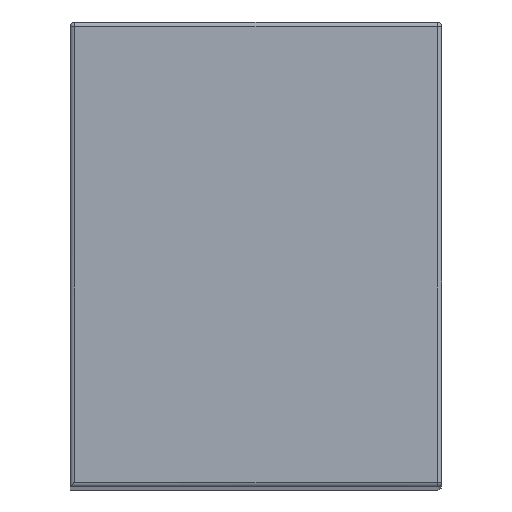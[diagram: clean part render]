
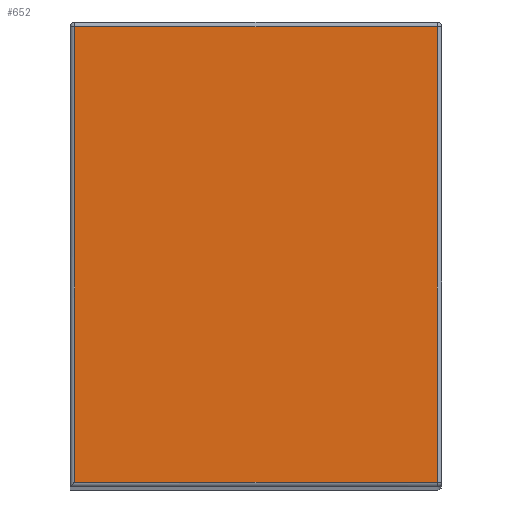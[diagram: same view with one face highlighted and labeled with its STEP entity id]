
A CAD part, top view. The second image highlights one B-rep face of the part: STEP entity #652.
In plain terms, the highlighted planar face has unit normal (0, 0, 1).
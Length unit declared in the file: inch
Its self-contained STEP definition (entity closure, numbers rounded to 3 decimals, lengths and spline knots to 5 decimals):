
#12 = PLANE ( 'NONE',  #1041 ) ;
#259 = DIRECTION ( 'NONE',  ( 0., 1., 0. ) ) ;
#361 = CARTESIAN_POINT ( 'NONE',  ( 1.53543, -1.92913, 0. ) ) ;
#422 = CARTESIAN_POINT ( 'NONE',  ( 1.5748, -1.92913, 0. ) ) ;
#443 = LINE ( 'NONE', #422, #1386 ) ;
#494 = ORIENTED_EDGE ( 'NONE', *, *, #1213, .T. ) ;
#509 = EDGE_CURVE ( 'NONE', #938, #751, #684, .T. ) ;
#513 = CARTESIAN_POINT ( 'NONE',  ( 1.53543, 1.92913, 0. ) ) ;
#515 = CARTESIAN_POINT ( 'NONE',  ( -1.5748, 1.92913, 0. ) ) ;
#652 = ADVANCED_FACE ( 'NONE', ( #1565 ), #12, .F. ) ;
#678 = EDGE_LOOP ( 'NONE', ( #745, #494, #1387, #1445 ) ) ;
#684 = LINE ( 'NONE', #515, #975 ) ;
#745 = ORIENTED_EDGE ( 'NONE', *, *, #1009, .T. ) ;
#748 = CARTESIAN_POINT ( 'NONE',  ( 1.53543, 1.9685, 0. ) ) ;
#751 = VERTEX_POINT ( 'NONE', #854 ) ;
#767 = DIRECTION ( 'NONE',  ( -1., 0., 0. ) ) ;
#770 = DIRECTION ( 'NONE',  ( 0., -1., 0. ) ) ;
#854 = CARTESIAN_POINT ( 'NONE',  ( -1.53543, 1.92913, 0. ) ) ;
#894 = EDGE_CURVE ( 'NONE', #957, #938, #1024, .T. ) ;
#938 = VERTEX_POINT ( 'NONE', #513 ) ;
#957 = VERTEX_POINT ( 'NONE', #361 ) ;
#975 = VECTOR ( 'NONE', #1029, 39.37008 ) ;
#1009 = EDGE_CURVE ( 'NONE', #751, #1076, #1312, .T. ) ;
#1024 = LINE ( 'NONE', #748, #1585 ) ;
#1029 = DIRECTION ( 'NONE',  ( -1., 0., 0. ) ) ;
#1041 = AXIS2_PLACEMENT_3D ( 'NONE', #1144, #1391, #767 ) ;
#1076 = VERTEX_POINT ( 'NONE', #1270 ) ;
#1144 = CARTESIAN_POINT ( 'NONE',  ( 0., 0., 0. ) ) ;
#1175 = DIRECTION ( 'NONE',  ( 1., 0., 0. ) ) ;
#1213 = EDGE_CURVE ( 'NONE', #1076, #957, #443, .T. ) ;
#1270 = CARTESIAN_POINT ( 'NONE',  ( -1.53543, -1.92913, 0. ) ) ;
#1312 = LINE ( 'NONE', #1532, #1620 ) ;
#1386 = VECTOR ( 'NONE', #1175, 39.37008 ) ;
#1387 = ORIENTED_EDGE ( 'NONE', *, *, #894, .T. ) ;
#1391 = DIRECTION ( 'NONE',  ( 0., 0., -1. ) ) ;
#1445 = ORIENTED_EDGE ( 'NONE', *, *, #509, .T. ) ;
#1532 = CARTESIAN_POINT ( 'NONE',  ( -1.53543, 0., 0. ) ) ;
#1565 = FACE_OUTER_BOUND ( 'NONE', #678, .T. ) ;
#1585 = VECTOR ( 'NONE', #259, 39.37008 ) ;
#1620 = VECTOR ( 'NONE', #770, 39.37008 ) ;
